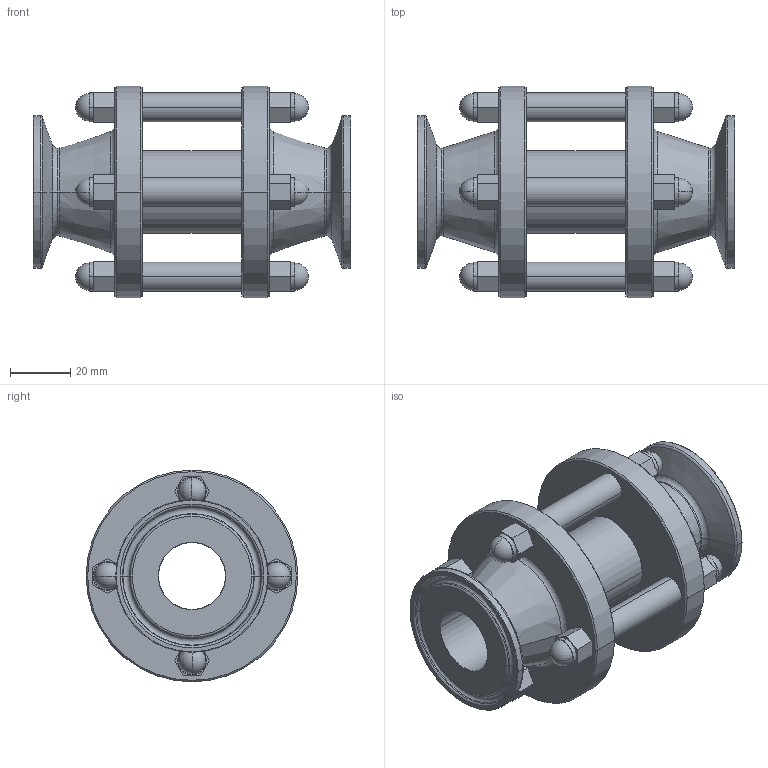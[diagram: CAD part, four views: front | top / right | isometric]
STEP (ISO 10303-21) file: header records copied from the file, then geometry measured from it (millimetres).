
FILE_DESCRIPTION (( 'STEP AP214' ), '1' );
FILE_NAME ('SG.FV.100.STEP', '2020-03-30T14:01:59', ( '' ), ( '' ), 'SwSTEP 2.0', 'SolidWorks 2019', '' );
FILE_SCHEMA (( 'AUTOMOTIVE_DESIGN' ));
Length unit declared in the file: millimetre
Products named in the file (1): SG.FV.100
Bounding box: 105 x 70 x 70 mm (x, y, z)
Volume: 122852.9 mm3; surface area: 47051.3 mm2
Topology: 2 solids, 2 shells, 204 faces, 484 edges, 300 vertices
Faces by surface type: plane 76, cylinder 44, torus 36, cone 32, sphere 16
Entity records: 5849 total; most frequent: DIRECTION 1094, CARTESIAN_POINT 941, ORIENTED_EDGE 904, EDGE_CURVE 452, AXIS2_PLACEMENT_3D 437, VERTEX_POINT 284, EDGE_LOOP 248, CIRCLE 232
